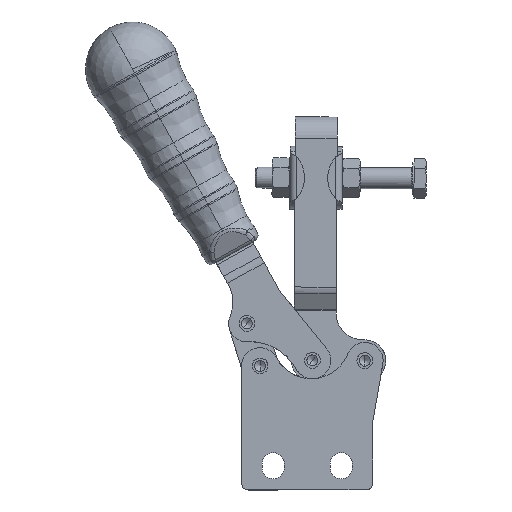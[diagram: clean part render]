
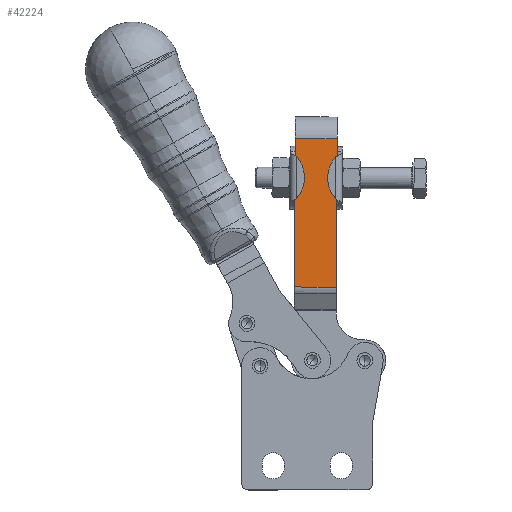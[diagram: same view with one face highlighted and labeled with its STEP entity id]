
A CAD part, top view. The second image highlights one B-rep face of the part: STEP entity #42224.
In plain terms, the highlighted planar face has unit normal (0, 0, 1).
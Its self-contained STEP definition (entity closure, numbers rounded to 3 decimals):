
#36649=CARTESIAN_POINT('',(28.684,107.075,-30.224));
#36650=VERTEX_POINT('',#36649);
#36651=CARTESIAN_POINT('',(28.774,123.134,-30.224));
#36652=VERTEX_POINT('',#36651);
#36653=CARTESIAN_POINT('',(37.647,115.055,-30.224));
#36654=DIRECTION('',(0.,0.,-1.));
#36655=DIRECTION('',(-0.006,-1.,0.));
#36656=AXIS2_PLACEMENT_3D('',#36653,#36654,#36655);
#36657=CIRCLE('',#36656,12.);
#36658=EDGE_CURVE('',#36650,#36652,#36657,.T.);
#36847=CARTESIAN_POINT('',(29.182,106.605,-30.224));
#36848=VERTEX_POINT('',#36847);
#36849=CARTESIAN_POINT('',(29.182,106.605,-30.224));
#36850=CARTESIAN_POINT('',(29.109,106.666,-30.224));
#36851=CARTESIAN_POINT('',(29.038,106.729,-30.224));
#36852=CARTESIAN_POINT('',(28.852,106.903,-30.224));
#36853=CARTESIAN_POINT('',(28.758,106.999,-30.224));
#36854=CARTESIAN_POINT('',(28.684,107.075,-30.224));
#36855=B_SPLINE_CURVE_WITH_KNOTS('',3,(#36849,#36850,#36851,#36852,#36853,#36854),.UNSPECIFIED.,.F.,.U.,(4,2,4),(0.078,0.106,0.154),.UNSPECIFIED.);
#36856=EDGE_CURVE('',#36848,#36650,#36855,.T.);
#37357=CARTESIAN_POINT('',(29.277,123.598,-30.224));
#37358=VERTEX_POINT('',#37357);
#37359=CARTESIAN_POINT('',(28.774,123.134,-30.224));
#37360=CARTESIAN_POINT('',(28.886,123.246,-30.224));
#37361=CARTESIAN_POINT('',(29.056,123.416,-30.224));
#37362=CARTESIAN_POINT('',(29.263,123.587,-30.224));
#37363=CARTESIAN_POINT('',(29.27,123.593,-30.224));
#37364=CARTESIAN_POINT('',(29.277,123.598,-30.224));
#37365=B_SPLINE_CURVE_WITH_KNOTS('',3,(#37359,#37360,#37361,#37362,#37363,#37364),.UNSPECIFIED.,.F.,.U.,(4,2,4),(0.0,0.048,0.049),.UNSPECIFIED.);
#37366=EDGE_CURVE('',#36652,#37358,#37365,.T.);
#37945=CARTESIAN_POINT('',(28.995,73.37,-30.224));
#37946=VERTEX_POINT('',#37945);
#37947=CARTESIAN_POINT('',(29.182,106.605,-30.224));
#37948=DIRECTION('',(-0.006,-1.,0.));
#37949=VECTOR('',#37948,33.235);
#37950=LINE('',#37947,#37949);
#37951=EDGE_CURVE('',#36848,#37946,#37950,.T.);
#38070=CARTESIAN_POINT('',(29.313,130.101,-30.224));
#38071=VERTEX_POINT('',#38070);
#38079=CARTESIAN_POINT('',(29.313,130.101,-30.224));
#38080=DIRECTION('',(-0.006,-1.,0.0));
#38081=VECTOR('',#38080,6.503);
#38082=LINE('',#38079,#38081);
#38083=EDGE_CURVE('',#38071,#37358,#38082,.T.);
#38093=CARTESIAN_POINT('',(13.774,123.218,-30.224));
#38094=VERTEX_POINT('',#38093);
#38095=CARTESIAN_POINT('',(13.684,107.159,-30.224));
#38096=VERTEX_POINT('',#38095);
#38097=CARTESIAN_POINT('',(4.812,115.238,-30.224));
#38098=DIRECTION('',(0.,0.,-1.));
#38099=DIRECTION('',(-0.006,-1.,0.));
#38100=AXIS2_PLACEMENT_3D('',#38097,#38098,#38099);
#38101=CIRCLE('',#38100,12.);
#38102=EDGE_CURVE('',#38094,#38096,#38101,.T.);
#38291=CARTESIAN_POINT('',(13.277,123.688,-30.224));
#38292=VERTEX_POINT('',#38291);
#38293=CARTESIAN_POINT('',(13.277,123.688,-30.224));
#38294=CARTESIAN_POINT('',(13.332,123.642,-30.224));
#38295=CARTESIAN_POINT('',(13.387,123.594,-30.224));
#38296=CARTESIAN_POINT('',(13.577,123.42,-30.224));
#38297=CARTESIAN_POINT('',(13.685,123.31,-30.224));
#38298=CARTESIAN_POINT('',(13.774,123.218,-30.224));
#38299=B_SPLINE_CURVE_WITH_KNOTS('',3,(#38293,#38294,#38295,#38296,#38297,#38298),.UNSPECIFIED.,.F.,.U.,(4,2,4),(0.095,0.116,0.172),.UNSPECIFIED.);
#38300=EDGE_CURVE('',#38292,#38094,#38299,.T.);
#39162=CARTESIAN_POINT('',(13.182,106.695,-30.224));
#39163=VERTEX_POINT('',#39162);
#39164=CARTESIAN_POINT('',(13.684,107.159,-30.224));
#39165=CARTESIAN_POINT('',(13.567,107.041,-30.224));
#39166=CARTESIAN_POINT('',(13.391,106.865,-30.224));
#39167=CARTESIAN_POINT('',(13.182,106.695,-30.224));
#39168=B_SPLINE_CURVE_WITH_KNOTS('',3,(#39164,#39165,#39166,#39167),.UNSPECIFIED.,.F.,.U.,(4,4),(0.0,0.05),.UNSPECIFIED.);
#39169=EDGE_CURVE('',#38096,#39163,#39168,.T.);
#39395=CARTESIAN_POINT('',(13.313,130.191,-30.224));
#39396=VERTEX_POINT('',#39395);
#39397=CARTESIAN_POINT('',(13.313,130.191,-30.224));
#39398=DIRECTION('',(-0.006,-1.,0.0));
#39399=VECTOR('',#39398,6.503);
#39400=LINE('',#39397,#39399);
#39401=EDGE_CURVE('',#39396,#38292,#39400,.T.);
#39519=CARTESIAN_POINT('',(12.996,73.46,-30.224));
#39520=VERTEX_POINT('',#39519);
#39528=CARTESIAN_POINT('',(13.182,106.695,-30.224));
#39529=DIRECTION('',(-0.006,-1.,0.0));
#39530=VECTOR('',#39529,33.235);
#39531=LINE('',#39528,#39530);
#39532=EDGE_CURVE('',#39163,#39520,#39531,.T.);
#42195=CARTESIAN_POINT('',(29.313,130.101,-30.224));
#42196=DIRECTION('',(0.0,0.0,1.0));
#42197=DIRECTION('',(1.,-0.006,0.0));
#42198=AXIS2_PLACEMENT_3D('',#42195,#42196,#42197);
#42199=PLANE('',#42198);
#42200=ORIENTED_EDGE('',*,*,#37366,.T.);
#42201=ORIENTED_EDGE('',*,*,#38083,.F.);
#42202=CARTESIAN_POINT('',(29.313,130.101,-30.224));
#42203=DIRECTION('',(-1.,0.006,0.0));
#42204=VECTOR('',#42203,16.);
#42205=LINE('',#42202,#42204);
#42206=EDGE_CURVE('',#38071,#39396,#42205,.T.);
#42207=ORIENTED_EDGE('',*,*,#42206,.T.);
#42208=ORIENTED_EDGE('',*,*,#39401,.T.);
#42209=ORIENTED_EDGE('',*,*,#38300,.T.);
#42210=ORIENTED_EDGE('',*,*,#38102,.T.);
#42211=ORIENTED_EDGE('',*,*,#39169,.T.);
#42212=ORIENTED_EDGE('',*,*,#39532,.T.);
#42213=CARTESIAN_POINT('',(12.996,73.46,-30.224));
#42214=DIRECTION('',(1.,-0.006,0.));
#42215=VECTOR('',#42214,16.);
#42216=LINE('',#42213,#42215);
#42217=EDGE_CURVE('',#39520,#37946,#42216,.T.);
#42218=ORIENTED_EDGE('',*,*,#42217,.T.);
#42219=ORIENTED_EDGE('',*,*,#37951,.F.);
#42220=ORIENTED_EDGE('',*,*,#36856,.T.);
#42221=ORIENTED_EDGE('',*,*,#36658,.T.);
#42222=EDGE_LOOP('',(#42200,#42201,#42207,#42208,#42209,#42210,#42211,#42212,#42218,#42219,#42220,#42221));
#42223=FACE_OUTER_BOUND('',#42222,.T.);
#42224=ADVANCED_FACE('',(#42223),#42199,.T.);
